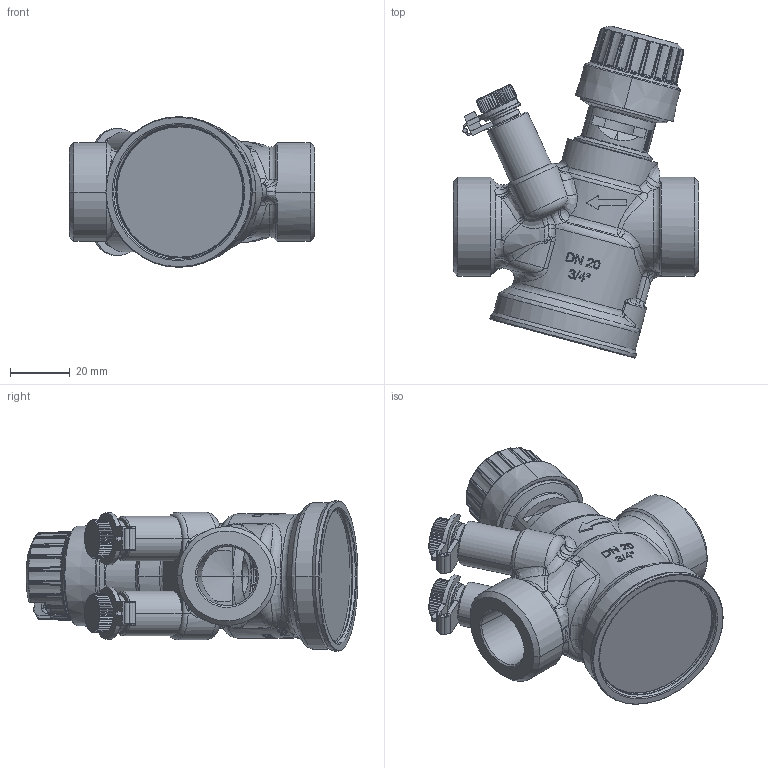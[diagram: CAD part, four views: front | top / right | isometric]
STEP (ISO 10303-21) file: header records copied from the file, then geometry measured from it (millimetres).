
FILE_DESCRIPTION((''),'2;1');
FILE_NAME('003Z8203_ASM_1_ASM','2019-08-19T',('U258099'),('Danfoss'),'CREO PARAMETRIC BY PTC INC, 2015480','CREO PARAMETRIC BY PTC INC, 2015480','');
FILE_SCHEMA(('CONFIG_CONTROL_DESIGN'));
Products named in the file (10): 89053120_1; 89053970_1; 89054050_MARKING_1; 89054710_1; 89054720_1; 89054750_ASM_1_ASM; 89054730_1; 89054740_1; 89054360_1; 003Z8203_ASM_1_ASM
Assembly tree (10 placements, depth 3):
  003Z8203_ASM_1_ASM
    89053120_1
    89053970_1
    89054050_MARKING_1
    89054750_ASM_1_ASM  x2
      89054710_1
      89054720_1
    89054730_1
    89054740_1
    89054360_1
Bounding box: 82 x 111.04 x 50.4 mm (x, y, z)
Volume: 84643.3 mm3; surface area: 52603.1 mm2
Topology: 10 solids, 10 shells, 3348 faces, 9269 edges, 6036 vertices
Faces by surface type: bspline 1030, plane 758, extrusion 459, cylinder 438, cone 361, torus 242, sphere 60
Entity records: 143618 total; most frequent: CARTESIAN_POINT 73751, ORIENTED_EDGE 16970, DIRECTION 10503, EDGE_CURVE 8485, VERTEX_POINT 5546, B_SPLINE_CURVE_WITH_KNOTS 4246, AXIS2_PLACEMENT_3D 3709, EDGE_LOOP 3277
